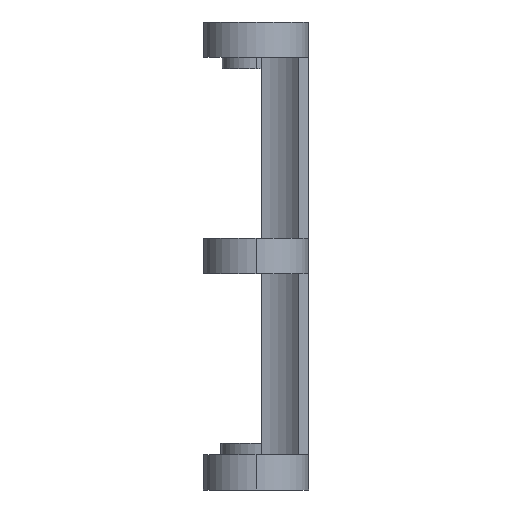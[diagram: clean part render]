
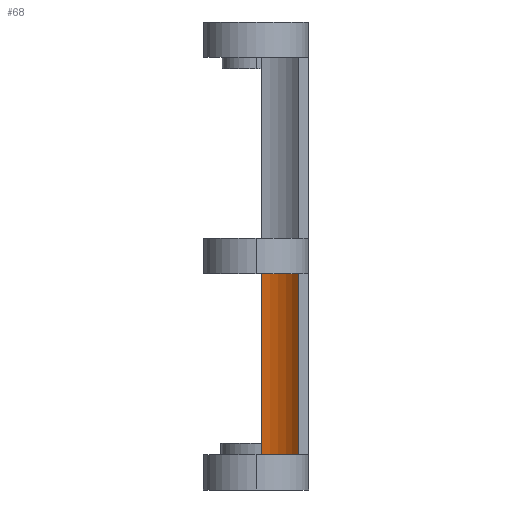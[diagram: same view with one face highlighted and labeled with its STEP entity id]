
A CAD part, left-side view. The second image highlights one B-rep face of the part: STEP entity #68.
In plain terms, the highlighted cylindrical face has radius 4.7 mm (diameter 9.4 mm), a partial arc.
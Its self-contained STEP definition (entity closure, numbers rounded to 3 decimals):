
#57 = EDGE_CURVE ( 'NONE', #1324, #2491, #3509, .T. ) ;
#68 = ADVANCED_FACE ( 'NONE', ( #960 ), #2044, .F. ) ;
#173 = EDGE_CURVE ( 'NONE', #1797, #2242, #702, .T. ) ;
#264 = VECTOR ( 'NONE', #3491, 1000. ) ;
#384 = DIRECTION ( 'NONE',  ( -1., 0., 0. ) ) ;
#528 = AXIS2_PLACEMENT_3D ( 'NONE', #3616, #3216, #384 ) ;
#548 = AXIS2_PLACEMENT_3D ( 'NONE', #942, #3186, #2101 ) ;
#653 = EDGE_LOOP ( 'NONE', ( #1691, #3597, #2519, #878 ) ) ;
#702 = LINE ( 'NONE', #1872, #725 ) ;
#725 = VECTOR ( 'NONE', #3331, 1000. ) ;
#876 = CARTESIAN_POINT ( 'NONE',  ( -33., -37.5, -21.5 ) ) ;
#878 = ORIENTED_EDGE ( 'NONE', *, *, #1785, .T. ) ;
#891 = CARTESIAN_POINT ( 'NONE',  ( -28.327, -38., -21.5 ) ) ;
#893 = CARTESIAN_POINT ( 'NONE',  ( -28.327, -38., -37. ) ) ;
#942 = CARTESIAN_POINT ( 'NONE',  ( -33., -37.5, -50.294 ) ) ;
#960 = FACE_OUTER_BOUND ( 'NONE', #653, .T. ) ;
#1235 = CIRCLE ( 'NONE', #528, 4.7 ) ;
#1314 = CARTESIAN_POINT ( 'NONE',  ( -30., -41.118, -21.5 ) ) ;
#1324 = VERTEX_POINT ( 'NONE', #891 ) ;
#1399 = AXIS2_PLACEMENT_3D ( 'NONE', #876, #2588, #3492 ) ;
#1479 = CARTESIAN_POINT ( 'NONE',  ( -28.327, -38., -50.294 ) ) ;
#1691 = ORIENTED_EDGE ( 'NONE', *, *, #173, .F. ) ;
#1785 = EDGE_CURVE ( 'NONE', #2491, #2242, #1235, .T. ) ;
#1797 = VERTEX_POINT ( 'NONE', #1314 ) ;
#1872 = CARTESIAN_POINT ( 'NONE',  ( -30., -41.118, -50.294 ) ) ;
#2044 = CYLINDRICAL_SURFACE ( 'NONE', #548, 4.7 ) ;
#2101 = DIRECTION ( 'NONE',  ( 1., 0., 0. ) ) ;
#2242 = VERTEX_POINT ( 'NONE', #3046 ) ;
#2245 = CIRCLE ( 'NONE', #1399, 4.7 ) ;
#2453 = EDGE_CURVE ( 'NONE', #1797, #1324, #2245, .T. ) ;
#2491 = VERTEX_POINT ( 'NONE', #893 ) ;
#2519 = ORIENTED_EDGE ( 'NONE', *, *, #57, .T. ) ;
#2588 = DIRECTION ( 'NONE',  ( 0., 0., 1. ) ) ;
#3046 = CARTESIAN_POINT ( 'NONE',  ( -30., -41.118, -37. ) ) ;
#3186 = DIRECTION ( 'NONE',  ( 0., 0., 1. ) ) ;
#3216 = DIRECTION ( 'NONE',  ( 0., 0., -1. ) ) ;
#3331 = DIRECTION ( 'NONE',  ( 0., 0., -1. ) ) ;
#3491 = DIRECTION ( 'NONE',  ( 0., 0., -1. ) ) ;
#3492 = DIRECTION ( 'NONE',  ( 1., 0., 0. ) ) ;
#3509 = LINE ( 'NONE', #1479, #264 ) ;
#3597 = ORIENTED_EDGE ( 'NONE', *, *, #2453, .T. ) ;
#3616 = CARTESIAN_POINT ( 'NONE',  ( -33., -37.5, -37. ) ) ;
